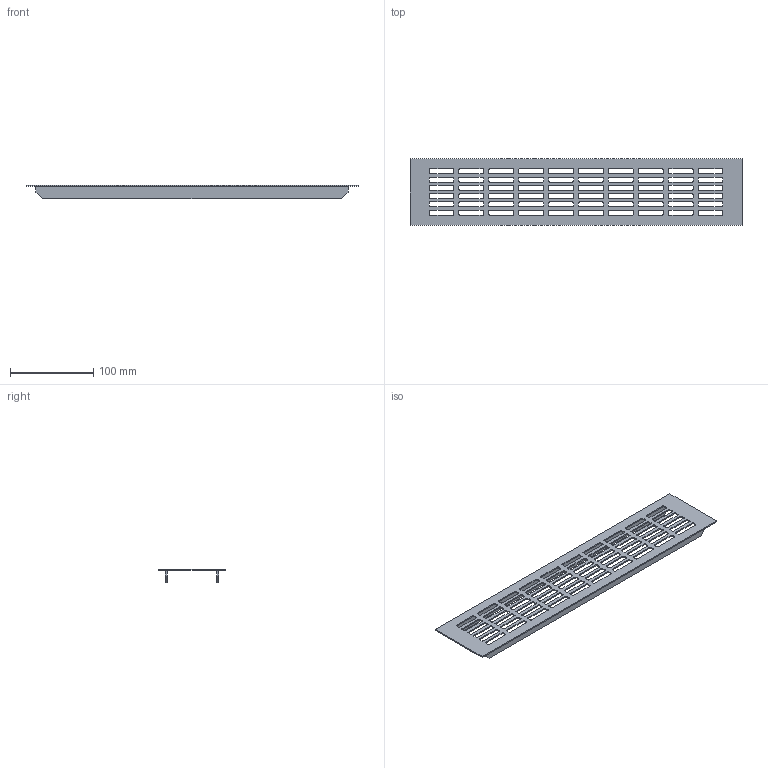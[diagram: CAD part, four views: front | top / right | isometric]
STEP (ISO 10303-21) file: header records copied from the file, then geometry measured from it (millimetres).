
FILE_DESCRIPTION (( 'STEP AP214' ), '1' );
FILE_NAME ('F000958,F000981,F001004_3D.step', '2022-08-15T13:44:44', ( '' ), ( '' ), 'SwSTEP 2.0', 'SolidWorks 2020', '' );
FILE_SCHEMA (( 'AUTOMOTIVE_DESIGN' ));
Length unit declared in the file: millimetre
Products named in the file (1): F000958,F000981,F001004_3D
Bounding box: 400 x 80 x 16.5 mm (x, y, z)
Volume: 54181.3 mm3; surface area: 72655 mm2
Topology: 1 solids, 1 shells, 500 faces, 1488 edges, 992 vertices
Faces by surface type: plane 260, cylinder 240
Entity records: 17166 total; most frequent: CARTESIAN_POINT 2981, ORIENTED_EDGE 2976, DIRECTION 2970, EDGE_CURVE 1488, LINE 1008, VECTOR 1008, VERTEX_POINT 992, AXIS2_PLACEMENT_3D 981
